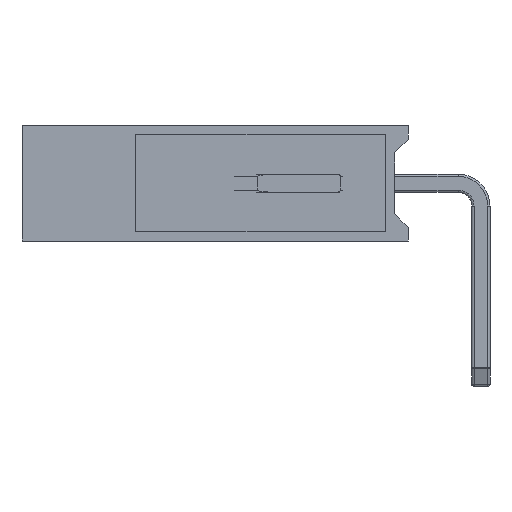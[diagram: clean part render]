
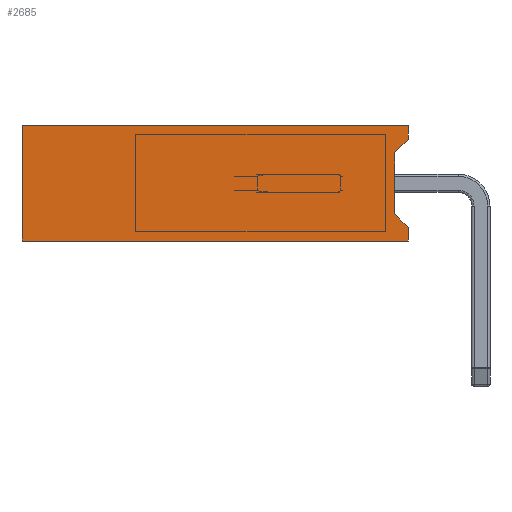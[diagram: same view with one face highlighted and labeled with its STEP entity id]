
A CAD part, left-side view. The second image highlights one B-rep face of the part: STEP entity #2685.
In plain terms, the highlighted planar face has unit normal (-1, 0, 0).
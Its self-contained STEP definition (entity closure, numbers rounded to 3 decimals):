
#178=PLANE('',#2923);
#253=FACE_OUTER_BOUND('',#416,.T.);
#416=EDGE_LOOP('',(#1785,#1786,#1787,#1788,#1789,#1790,#1791,#1792));
#583=LINE('',#4222,#781);
#587=LINE('',#4230,#785);
#593=LINE('',#4245,#791);
#604=LINE('',#4265,#802);
#605=LINE('',#4268,#803);
#608=LINE('',#4274,#806);
#609=LINE('',#4276,#807);
#610=LINE('',#4277,#808);
#781=VECTOR('',#3324,10.);
#785=VECTOR('',#3330,10.);
#791=VECTOR('',#3342,10.);
#802=VECTOR('',#3359,10.);
#803=VECTOR('',#3362,10.);
#806=VECTOR('',#3367,10.);
#807=VECTOR('',#3368,10.);
#808=VECTOR('',#3369,10.);
#1135=VERTEX_POINT('',#4220);
#1136=VERTEX_POINT('',#4221);
#1139=VERTEX_POINT('',#4229);
#1145=VERTEX_POINT('',#4244);
#1151=VERTEX_POINT('',#4263);
#1152=VERTEX_POINT('',#4267);
#1154=VERTEX_POINT('',#4273);
#1155=VERTEX_POINT('',#4275);
#1359=EDGE_CURVE('',#1135,#1136,#583,.T.);
#1363=EDGE_CURVE('',#1139,#1136,#587,.T.);
#1371=EDGE_CURVE('',#1139,#1145,#593,.T.);
#1382=EDGE_CURVE('',#1135,#1151,#604,.T.);
#1383=EDGE_CURVE('',#1152,#1145,#605,.T.);
#1386=EDGE_CURVE('',#1151,#1154,#608,.T.);
#1387=EDGE_CURVE('',#1155,#1154,#609,.T.);
#1388=EDGE_CURVE('',#1152,#1155,#610,.T.);
#1785=ORIENTED_EDGE('',*,*,#1363,.T.);
#1786=ORIENTED_EDGE('',*,*,#1359,.F.);
#1787=ORIENTED_EDGE('',*,*,#1382,.T.);
#1788=ORIENTED_EDGE('',*,*,#1386,.T.);
#1789=ORIENTED_EDGE('',*,*,#1387,.F.);
#1790=ORIENTED_EDGE('',*,*,#1388,.F.);
#1791=ORIENTED_EDGE('',*,*,#1383,.T.);
#1792=ORIENTED_EDGE('',*,*,#1371,.F.);
#2685=ADVANCED_FACE('',(#253),#178,.T.);
#2923=AXIS2_PLACEMENT_3D('',#4272,#3365,#3366);
#3324=DIRECTION('',(0.,0.707,-0.707));
#3330=DIRECTION('',(0.,0.,1.));
#3342=DIRECTION('',(0.,-0.707,-0.707));
#3359=DIRECTION('',(0.,0.,1.));
#3362=DIRECTION('',(0.,0.,1.));
#3365=DIRECTION('center_axis',(-1.,0.,0.));
#3366=DIRECTION('ref_axis',(0.,0.,
1.));
#3367=DIRECTION('',(0.,1.,0.));
#3368=DIRECTION('',(0.,0.,1.));
#3369=DIRECTION('',(0.,1.,0.));
#4220=CARTESIAN_POINT('',(-1.27,1.6,2.24));
#4221=CARTESIAN_POINT('',(-1.27,1.9,1.94));
#4222=CARTESIAN_POINT('',(-1.27,2.235,1.605));
#4229=CARTESIAN_POINT('',(-1.27,1.9,0.6));
#4230=CARTESIAN_POINT('',(-1.27,1.9,0.635));
#4244=CARTESIAN_POINT('',(-1.27,1.6,0.3));
#4245=CARTESIAN_POINT('',(-1.27,1.6,0.3));
#4263=CARTESIAN_POINT('',(-1.27,1.6,2.54));
#4265=CARTESIAN_POINT('',(-1.27,1.6,0.));
#4267=CARTESIAN_POINT('',(-1.27,1.6,0.));
#4268=CARTESIAN_POINT('',(-1.27,1.6,0.));
#4272=CARTESIAN_POINT('Origin',(-1.27,1.6,0.));
#4273=CARTESIAN_POINT('',(-1.27,10.1,2.54));
#4274=CARTESIAN_POINT('',(-1.27,1.6,2.54));
#4275=CARTESIAN_POINT('',(-1.27,10.1,0.));
#4276=CARTESIAN_POINT('',(-1.27,10.1,0.));
#4277=CARTESIAN_POINT('',(-1.27,1.6,0.));
